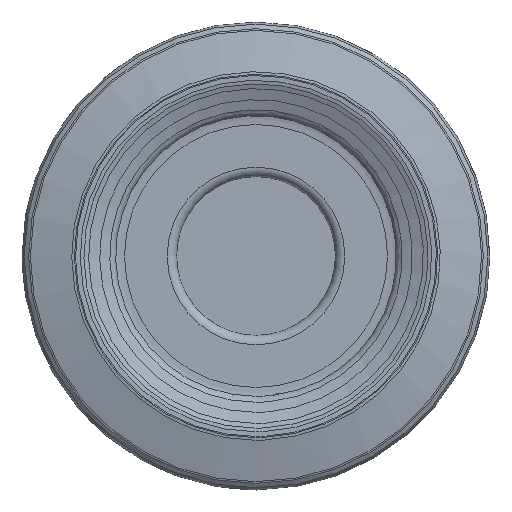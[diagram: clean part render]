
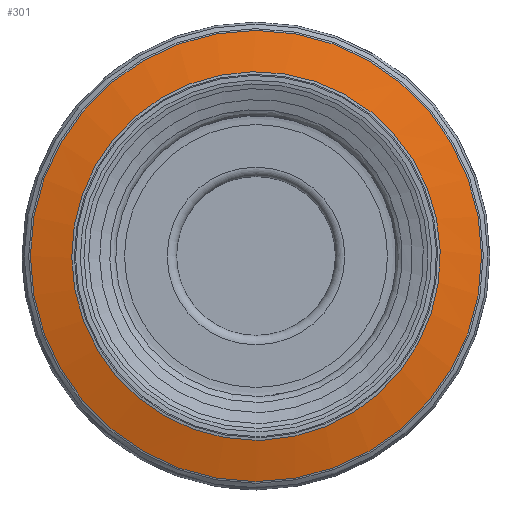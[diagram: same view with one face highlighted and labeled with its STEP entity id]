
A CAD part, left-side view. The second image highlights one B-rep face of the part: STEP entity #301.
In plain terms, the highlighted face is a revolution surface.
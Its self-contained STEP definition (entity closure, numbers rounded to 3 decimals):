
#53=SURFACE_OF_REVOLUTION('',#119,#86);
#86=AXIS1_PLACEMENT('',#1092,#871);
#119=LINE('',#1091,#131);
#131=VECTOR('',#870,4.639);
#215=FACE_BOUND('',#378,.T.);
#216=FACE_BOUND('',#379,.T.);
#301=ADVANCED_FACE('',(#215,#216),#53,.T.);
#378=EDGE_LOOP('',(#482));
#379=EDGE_LOOP('',(#483));
#482=ORIENTED_EDGE('',*,*,#619,.F.);
#483=ORIENTED_EDGE('',*,*,#620,.T.);
#567=VERTEX_POINT('',#1088);
#568=VERTEX_POINT('',#1090);
#619=EDGE_CURVE('',#567,#567,#671,.T.);
#620=EDGE_CURVE('',#568,#568,#672,.T.);
#671=CIRCLE('',#743,24.142);
#672=CIRCLE('',#744,19.721);
#743=AXIS2_PLACEMENT_3D('',#1087,#866,#867);
#744=AXIS2_PLACEMENT_3D('',#1089,#868,#869);
#866=DIRECTION('',(1.,0.,0.));
#867=DIRECTION('',(0.,0.,-1.));
#868=DIRECTION('',(1.,0.,0.));
#869=DIRECTION('',(0.,0.,-1.));
#870=DIRECTION('',(0.25,-0.958,-0.144));
#871=DIRECTION('',(1.,0.,0.));
#1087=CARTESIAN_POINT('',(1.208,0.,0.));
#1088=CARTESIAN_POINT('',(1.208,0.,-24.142));
#1089=CARTESIAN_POINT('',(0.049,0.,0.));
#1090=CARTESIAN_POINT('',(0.049,0.,-19.721));
#1091=CARTESIAN_POINT('',(0.049,-19.698,0.946));
#1092=CARTESIAN_POINT('',(0.8,0.,0.));
